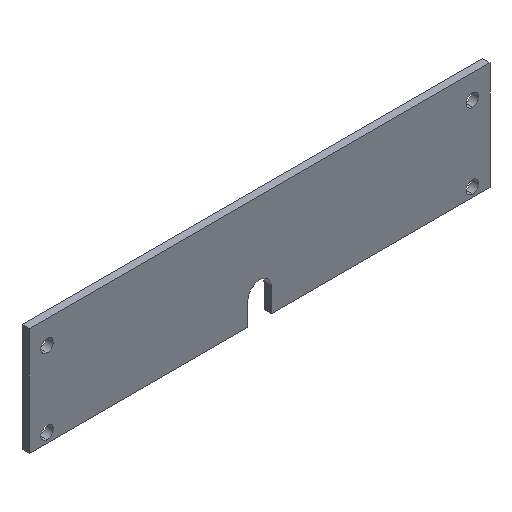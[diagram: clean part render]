
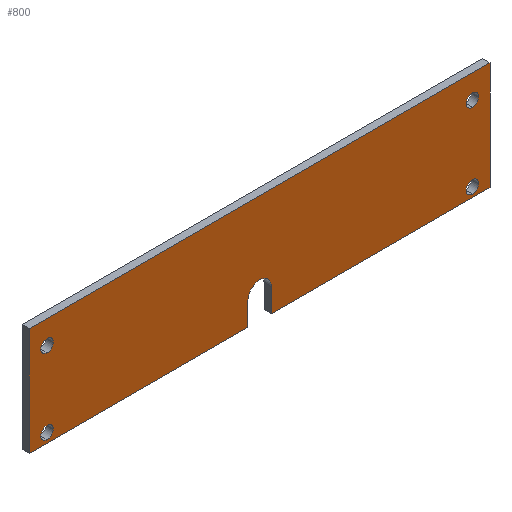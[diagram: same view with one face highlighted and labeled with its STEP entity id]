
A CAD part, isometric view. The second image highlights one B-rep face of the part: STEP entity #800.
In plain terms, the highlighted planar face has unit normal (0, -1, 0).
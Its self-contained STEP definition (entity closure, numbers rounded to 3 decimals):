
#6 = CARTESIAN_POINT ( 'NONE',  ( 98., 0., -36. ) ) ;
#11 = DIRECTION ( 'NONE',  ( 0., 1., 0. ) ) ;
#16 = ORIENTED_EDGE ( 'NONE', *, *, #872, .T. ) ;
#19 = DIRECTION ( 'NONE',  ( 0., 0., -1. ) ) ;
#22 = CIRCLE ( 'NONE', #163, 2.65 ) ;
#25 = ORIENTED_EDGE ( 'NONE', *, *, #121, .F. ) ;
#32 = ORIENTED_EDGE ( 'NONE', *, *, #882, .F. ) ;
#44 = EDGE_CURVE ( 'NONE', #920, #704, #582, .T. ) ;
#57 = ORIENTED_EDGE ( 'NONE', *, *, #117, .T. ) ;
#60 = CARTESIAN_POINT ( 'NONE',  ( 188.5, 0., -10. ) ) ;
#62 = VERTEX_POINT ( 'NONE', #659 ) ;
#70 = CIRCLE ( 'NONE', #134, 5. ) ;
#95 = AXIS2_PLACEMENT_3D ( 'NONE', #565, #856, #776 ) ;
#102 = VERTEX_POINT ( 'NONE', #874 ) ;
#104 = CARTESIAN_POINT ( 'NONE',  ( 188.5, 0., -39.35 ) ) ;
#105 = DIRECTION ( 'NONE',  ( 0., 1., 0. ) ) ;
#112 = EDGE_CURVE ( 'NONE', #704, #205, #128, .T. ) ;
#117 = EDGE_CURVE ( 'NONE', #601, #180, #807, .T. ) ;
#121 = EDGE_CURVE ( 'NONE', #205, #222, #144, .T. ) ;
#125 = ORIENTED_EDGE ( 'NONE', *, *, #796, .F. ) ;
#128 = LINE ( 'NONE', #412, #750 ) ;
#134 = AXIS2_PLACEMENT_3D ( 'NONE', #937, #11, #275 ) ;
#137 = CIRCLE ( 'NONE', #437, 2.65 ) ;
#140 = DIRECTION ( 'NONE',  ( 0., 0., 1. ) ) ;
#144 = LINE ( 'NONE', #436, #310 ) ;
#146 = ORIENTED_EDGE ( 'NONE', *, *, #367, .T. ) ;
#147 = CARTESIAN_POINT ( 'NONE',  ( 0., 0., -46. ) ) ;
#151 = EDGE_LOOP ( 'NONE', ( #32, #125, #549, #414, #665, #25, #425, #441, #165 ) ) ;
#152 = CARTESIAN_POINT ( 'NONE',  ( 196., 0., 0. ) ) ;
#155 = EDGE_LOOP ( 'NONE', ( #553, #530 ) ) ;
#156 = FACE_BOUND ( 'NONE', #747, .T. ) ;
#163 = AXIS2_PLACEMENT_3D ( 'NONE', #901, #105, #387 ) ;
#165 = ORIENTED_EDGE ( 'NONE', *, *, #823, .F. ) ;
#172 = CARTESIAN_POINT ( 'NONE',  ( 188.5, 0., -7.35 ) ) ;
#175 = CARTESIAN_POINT ( 'NONE',  ( 188.5, 0., -42. ) ) ;
#180 = VERTEX_POINT ( 'NONE', #381 ) ;
#191 = AXIS2_PLACEMENT_3D ( 'NONE', #690, #625, #409 ) ;
#197 = DIRECTION ( 'NONE',  ( 0., 0., 1. ) ) ;
#203 = DIRECTION ( 'NONE',  ( 0., 0., 1. ) ) ;
#205 = VERTEX_POINT ( 'NONE', #905 ) ;
#222 = VERTEX_POINT ( 'NONE', #594 ) ;
#223 = DIRECTION ( 'NONE',  ( 0., 0., -1. ) ) ;
#227 = FACE_OUTER_BOUND ( 'NONE', #151, .T. ) ;
#229 = EDGE_CURVE ( 'NONE', #180, #601, #323, .T. ) ;
#237 = EDGE_CURVE ( 'NONE', #102, #460, #22, .T. ) ;
#251 = VERTEX_POINT ( 'NONE', #676 ) ;
#257 = DIRECTION ( 'NONE',  ( -1., 0., 0. ) ) ;
#258 = LINE ( 'NONE', #909, #852 ) ;
#261 = CARTESIAN_POINT ( 'NONE',  ( 0., 0., 0. ) ) ;
#263 = VECTOR ( 'NONE', #329, 1000. ) ;
#265 = DIRECTION ( 'NONE',  ( 1., 0., 0. ) ) ;
#267 = CIRCLE ( 'NONE', #95, 2.65 ) ;
#275 = DIRECTION ( 'NONE',  ( 0., 0., 1. ) ) ;
#282 = DIRECTION ( 'NONE',  ( 0., 1., 0. ) ) ;
#293 = CARTESIAN_POINT ( 'NONE',  ( 7.5, 0., -42. ) ) ;
#300 = FACE_BOUND ( 'NONE', #155, .T. ) ;
#310 = VECTOR ( 'NONE', #728, 1000. ) ;
#317 = CARTESIAN_POINT ( 'NONE',  ( 0., 0., -46. ) ) ;
#323 = CIRCLE ( 'NONE', #528, 2.65 ) ;
#325 = DIRECTION ( 'NONE',  ( 0., 0., -1. ) ) ;
#329 = DIRECTION ( 'NONE',  ( 0., 0., 1. ) ) ;
#359 = EDGE_CURVE ( 'NONE', #783, #810, #370, .T. ) ;
#367 = EDGE_CURVE ( 'NONE', #403, #251, #267, .T. ) ;
#368 = AXIS2_PLACEMENT_3D ( 'NONE', #6, #282, #203 ) ;
#370 = CIRCLE ( 'NONE', #402, 2.65 ) ;
#381 = CARTESIAN_POINT ( 'NONE',  ( 188.5, 0., -44.65 ) ) ;
#387 = DIRECTION ( 'NONE',  ( 0., 0., 1. ) ) ;
#396 = DIRECTION ( 'NONE',  ( 0., 1., 0. ) ) ;
#398 = VERTEX_POINT ( 'NONE', #785 ) ;
#402 = AXIS2_PLACEMENT_3D ( 'NONE', #60, #493, #482 ) ;
#403 = VERTEX_POINT ( 'NONE', #511 ) ;
#407 = EDGE_CURVE ( 'NONE', #251, #403, #529, .T. ) ;
#409 = DIRECTION ( 'NONE',  ( 0., 0., 1. ) ) ;
#412 = CARTESIAN_POINT ( 'NONE',  ( 196., 0., 0. ) ) ;
#414 = ORIENTED_EDGE ( 'NONE', *, *, #919, .T. ) ;
#425 = ORIENTED_EDGE ( 'NONE', *, *, #112, .F. ) ;
#436 = CARTESIAN_POINT ( 'NONE',  ( 0., 0., -46. ) ) ;
#437 = AXIS2_PLACEMENT_3D ( 'NONE', #551, #396, #197 ) ;
#441 = ORIENTED_EDGE ( 'NONE', *, *, #44, .F. ) ;
#449 = CARTESIAN_POINT ( 'NONE',  ( 103., 0., -36. ) ) ;
#459 = DIRECTION ( 'NONE',  ( 0., 1., 0. ) ) ;
#460 = VERTEX_POINT ( 'NONE', #597 ) ;
#480 = CARTESIAN_POINT ( 'NONE',  ( 188.5, 0., -12.65 ) ) ;
#482 = DIRECTION ( 'NONE',  ( 0., 0., 1. ) ) ;
#485 = ORIENTED_EDGE ( 'NONE', *, *, #407, .T. ) ;
#493 = DIRECTION ( 'NONE',  ( 0., 1., 0. ) ) ;
#500 = DIRECTION ( 'NONE',  ( 0., 1., 0. ) ) ;
#511 = CARTESIAN_POINT ( 'NONE',  ( 7.5, 0., -44.65 ) ) ;
#518 = EDGE_LOOP ( 'NONE', ( #485, #146 ) ) ;
#519 = PLANE ( 'NONE',  #557 ) ;
#525 = VERTEX_POINT ( 'NONE', #449 ) ;
#528 = AXIS2_PLACEMENT_3D ( 'NONE', #175, #459, #536 ) ;
#529 = CIRCLE ( 'NONE', #656, 2.65 ) ;
#530 = ORIENTED_EDGE ( 'NONE', *, *, #644, .T. ) ;
#534 = ORIENTED_EDGE ( 'NONE', *, *, #237, .T. ) ;
#536 = DIRECTION ( 'NONE',  ( 0., 0., 1. ) ) ;
#546 = CARTESIAN_POINT ( 'NONE',  ( 0., 0., 0. ) ) ;
#549 = ORIENTED_EDGE ( 'NONE', *, *, #913, .T. ) ;
#550 = LINE ( 'NONE', #546, #263 ) ;
#551 = CARTESIAN_POINT ( 'NONE',  ( 188.5, 0., -10. ) ) ;
#553 = ORIENTED_EDGE ( 'NONE', *, *, #359, .T. ) ;
#554 = DIRECTION ( 'NONE',  ( 0., -1., 0. ) ) ;
#557 = AXIS2_PLACEMENT_3D ( 'NONE', #261, #554, #325 ) ;
#565 = CARTESIAN_POINT ( 'NONE',  ( 7.5, 0., -42. ) ) ;
#582 = LINE ( 'NONE', #853, #587 ) ;
#587 = VECTOR ( 'NONE', #265, 1000. ) ;
#592 = FACE_BOUND ( 'NONE', #694, .T. ) ;
#594 = CARTESIAN_POINT ( 'NONE',  ( 103., 0., -46. ) ) ;
#597 = CARTESIAN_POINT ( 'NONE',  ( 7.5, 0., -12.65 ) ) ;
#601 = VERTEX_POINT ( 'NONE', #104 ) ;
#625 = DIRECTION ( 'NONE',  ( 0., 1., 0. ) ) ;
#628 = EDGE_CURVE ( 'NONE', #222, #525, #258, .T. ) ;
#644 = EDGE_CURVE ( 'NONE', #810, #783, #137, .T. ) ;
#656 = AXIS2_PLACEMENT_3D ( 'NONE', #293, #864, #140 ) ;
#659 = CARTESIAN_POINT ( 'NONE',  ( 93., 0., -46. ) ) ;
#661 = CARTESIAN_POINT ( 'NONE',  ( 98., 0., -31. ) ) ;
#665 = ORIENTED_EDGE ( 'NONE', *, *, #628, .F. ) ;
#676 = CARTESIAN_POINT ( 'NONE',  ( 7.5, 0., -39.35 ) ) ;
#682 = LINE ( 'NONE', #879, #726 ) ;
#683 = VECTOR ( 'NONE', #257, 1000. ) ;
#690 = CARTESIAN_POINT ( 'NONE',  ( 7.5, 0., -10. ) ) ;
#694 = EDGE_LOOP ( 'NONE', ( #57, #811 ) ) ;
#704 = VERTEX_POINT ( 'NONE', #152 ) ;
#707 = CARTESIAN_POINT ( 'NONE',  ( 188.5, 0., -42. ) ) ;
#716 = VERTEX_POINT ( 'NONE', #147 ) ;
#723 = CARTESIAN_POINT ( 'NONE',  ( 0., 0., 0. ) ) ;
#726 = VECTOR ( 'NONE', #223, 1000. ) ;
#728 = DIRECTION ( 'NONE',  ( -1., 0., 0. ) ) ;
#731 = AXIS2_PLACEMENT_3D ( 'NONE', #707, #500, #801 ) ;
#747 = EDGE_LOOP ( 'NONE', ( #534, #16 ) ) ;
#750 = VECTOR ( 'NONE', #19, 1000. ) ;
#776 = DIRECTION ( 'NONE',  ( 0., 0., 1. ) ) ;
#783 = VERTEX_POINT ( 'NONE', #172 ) ;
#784 = DIRECTION ( 'NONE',  ( 0., 0., 1. ) ) ;
#785 = CARTESIAN_POINT ( 'NONE',  ( 93., 0., -36. ) ) ;
#796 = EDGE_CURVE ( 'NONE', #398, #62, #682, .T. ) ;
#800 = ADVANCED_FACE ( 'NONE', ( #300, #156, #592, #885, #227 ), #519, .T. ) ;
#801 = DIRECTION ( 'NONE',  ( 0., 0., 1. ) ) ;
#807 = CIRCLE ( 'NONE', #731, 2.65 ) ;
#810 = VERTEX_POINT ( 'NONE', #480 ) ;
#811 = ORIENTED_EDGE ( 'NONE', *, *, #229, .T. ) ;
#823 = EDGE_CURVE ( 'NONE', #716, #920, #550, .T. ) ;
#852 = VECTOR ( 'NONE', #784, 1000. ) ;
#853 = CARTESIAN_POINT ( 'NONE',  ( 0., 0., 0. ) ) ;
#856 = DIRECTION ( 'NONE',  ( 0., 1., 0. ) ) ;
#864 = DIRECTION ( 'NONE',  ( 0., 1., 0. ) ) ;
#872 = EDGE_CURVE ( 'NONE', #460, #102, #892, .T. ) ;
#874 = CARTESIAN_POINT ( 'NONE',  ( 7.5, 0., -7.35 ) ) ;
#879 = CARTESIAN_POINT ( 'NONE',  ( 93., 0., 0. ) ) ;
#882 = EDGE_CURVE ( 'NONE', #62, #716, #916, .T. ) ;
#885 = FACE_BOUND ( 'NONE', #518, .T. ) ;
#889 = VERTEX_POINT ( 'NONE', #661 ) ;
#892 = CIRCLE ( 'NONE', #191, 2.65 ) ;
#901 = CARTESIAN_POINT ( 'NONE',  ( 7.5, 0., -10. ) ) ;
#905 = CARTESIAN_POINT ( 'NONE',  ( 196., 0., -46. ) ) ;
#906 = CIRCLE ( 'NONE', #368, 5. ) ;
#909 = CARTESIAN_POINT ( 'NONE',  ( 103., 0., 0. ) ) ;
#913 = EDGE_CURVE ( 'NONE', #398, #889, #906, .T. ) ;
#916 = LINE ( 'NONE', #317, #683 ) ;
#919 = EDGE_CURVE ( 'NONE', #889, #525, #70, .T. ) ;
#920 = VERTEX_POINT ( 'NONE', #723 ) ;
#937 = CARTESIAN_POINT ( 'NONE',  ( 98., 0., -36. ) ) ;
